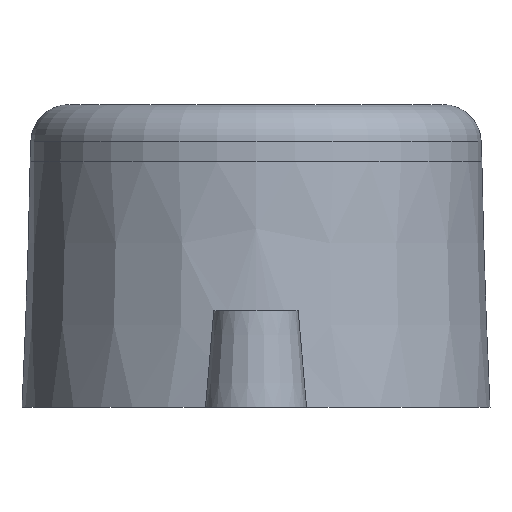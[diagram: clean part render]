
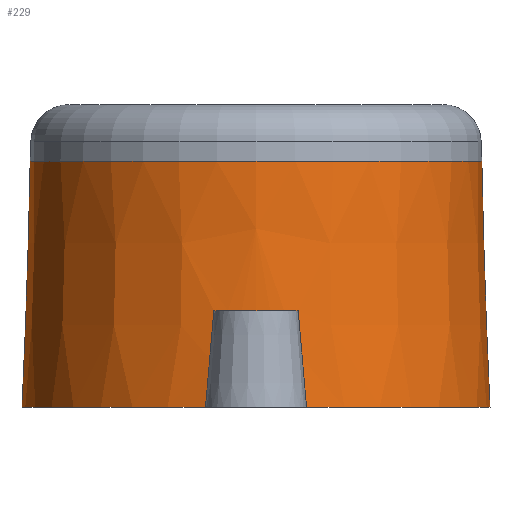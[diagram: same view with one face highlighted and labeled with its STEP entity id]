
A CAD part, left-side view. The second image highlights one B-rep face of the part: STEP entity #229.
In plain terms, the highlighted conical face has half-angle 1.9 degrees and reference radius 5.97 mm.
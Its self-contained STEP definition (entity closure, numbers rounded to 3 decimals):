
#19=CONICAL_SURFACE('',#262,5.97,0.033);
#20=ELLIPSE('',#238,76.1,6.137);
#21=ELLIPSE('',#240,76.1,6.137);
#22=ELLIPSE('',#244,76.1,6.137);
#23=ELLIPSE('',#253,76.1,6.137);
#36=FACE_OUTER_BOUND('',#49,.T.);
#49=EDGE_LOOP('',(#197,#198,#199,#200,#201,#202,#203,#204,#205,#206,#207,
#208));
#63=LINE('',#407,#77);
#77=VECTOR('',#340,5.97);
#78=CIRCLE('',#233,6.186);
#80=CIRCLE('',#235,6.186);
#83=CIRCLE('',#246,6.101);
#85=CIRCLE('',#249,6.101);
#86=CIRCLE('',#250,6.101);
#91=CIRCLE('',#260,5.97);
#92=VERTEX_POINT('',#343);
#93=VERTEX_POINT('',#344);
#96=VERTEX_POINT('',#350);
#97=VERTEX_POINT('',#352);
#101=VERTEX_POINT('',#362);
#102=VERTEX_POINT('',#366);
#105=VERTEX_POINT('',#376);
#106=VERTEX_POINT('',#380);
#108=VERTEX_POINT('',#386);
#112=VERTEX_POINT('',#402);
#113=EDGE_CURVE('',#92,#93,#78,.F.);
#117=EDGE_CURVE('',#96,#97,#80,.F.);
#123=EDGE_CURVE('',#92,#101,#20,.T.);
#124=EDGE_CURVE('',#102,#93,#21,.T.);
#129=EDGE_CURVE('',#105,#97,#22,.T.);
#131=EDGE_CURVE('',#106,#102,#83,.T.);
#134=EDGE_CURVE('',#101,#108,#85,.T.);
#135=EDGE_CURVE('',#108,#105,#86,.T.);
#137=EDGE_CURVE('',#96,#106,#23,.T.);
#143=EDGE_CURVE('',#112,#112,#91,.T.);
#144=EDGE_CURVE('',#108,#112,#63,.T.);
#197=ORIENTED_EDGE('',*,*,#129,.T.);
#198=ORIENTED_EDGE('',*,*,#117,.F.);
#199=ORIENTED_EDGE('',*,*,#137,.T.);
#200=ORIENTED_EDGE('',*,*,#131,.T.);
#201=ORIENTED_EDGE('',*,*,#124,.T.);
#202=ORIENTED_EDGE('',*,*,#113,.F.);
#203=ORIENTED_EDGE('',*,*,#123,.T.);
#204=ORIENTED_EDGE('',*,*,#134,.T.);
#205=ORIENTED_EDGE('',*,*,#144,.T.);
#206=ORIENTED_EDGE('',*,*,#143,.F.);
#207=ORIENTED_EDGE('',*,*,#144,.F.);
#208=ORIENTED_EDGE('',*,*,#135,.T.);
#229=ADVANCED_FACE('',(#36),#19,.T.);
#233=AXIS2_PLACEMENT_3D('',#345,#267,#268);
#235=AXIS2_PLACEMENT_3D('',#353,#273,#274);
#238=AXIS2_PLACEMENT_3D('',#364,#283,#284);
#240=AXIS2_PLACEMENT_3D('',#367,#287,#288);
#244=AXIS2_PLACEMENT_3D('',#377,#298,#299);
#246=AXIS2_PLACEMENT_3D('',#381,#303,#304);
#249=AXIS2_PLACEMENT_3D('',#387,#310,#311);
#250=AXIS2_PLACEMENT_3D('',#388,#312,#313);
#253=AXIS2_PLACEMENT_3D('',#392,#319,#320);
#260=AXIS2_PLACEMENT_3D('',#404,#334,#335);
#262=AXIS2_PLACEMENT_3D('',#406,#338,#339);
#267=DIRECTION('center_axis',(0.,0.,
1.));
#268=DIRECTION('ref_axis',(1.,0.,0.));
#273=DIRECTION('center_axis',(0.,0.,
1.));
#274=DIRECTION('ref_axis',(1.,0.,0.));
#283=DIRECTION('center_axis',(0.,0.996,0.087));
#284=DIRECTION('ref_axis',(0.,-0.087,0.996));
#287=DIRECTION('center_axis',(0.,0.996,0.087));
#288=DIRECTION('ref_axis',(0.,-0.087,0.996));
#298=DIRECTION('center_axis',(0.,-0.996,0.087));
#299=DIRECTION('ref_axis',(0.,0.087,0.996));
#303=DIRECTION('center_axis',(0.,0.,1.));
#304=DIRECTION('ref_axis',(1.,0.,0.));
#310=DIRECTION('center_axis',(0.,0.,1.));
#311=DIRECTION('ref_axis',(1.,0.,0.));
#312=DIRECTION('center_axis',(0.,0.,1.));
#313=DIRECTION('ref_axis',(1.,0.,0.));
#319=DIRECTION('center_axis',(0.,-0.996,0.087));
#320=DIRECTION('ref_axis',(0.,0.087,0.996));
#334=DIRECTION('center_axis',(0.,0.,1.));
#335=DIRECTION('ref_axis',(1.,0.,0.));
#338=DIRECTION('center_axis',(0.,0.,-1.));
#339=DIRECTION('ref_axis',(1.,0.,0.));
#340=DIRECTION('',(0.033,0.,0.999));
#343=CARTESIAN_POINT('',(9.333,30.863,6.5));
#344=CARTESIAN_POINT('',(21.413,30.863,6.5));
#345=CARTESIAN_POINT('Origin',(15.373,29.526,6.5));
#350=CARTESIAN_POINT('',(21.413,28.189,6.5));
#352=CARTESIAN_POINT('',(9.333,28.189,6.5));
#353=CARTESIAN_POINT('Origin',(15.373,29.526,6.5));
#362=CARTESIAN_POINT('',(9.374,30.64,9.052));
#364=CARTESIAN_POINT('Origin',(15.373,32.041,-6.963));
#366=CARTESIAN_POINT('',(21.372,30.64,9.052));
#367=CARTESIAN_POINT('Origin',(15.373,32.041,-6.963));
#376=CARTESIAN_POINT('',(9.374,28.412,9.052));
#377=CARTESIAN_POINT('Origin',(15.373,27.011,-6.963));
#380=CARTESIAN_POINT('',(21.372,28.412,9.052));
#381=CARTESIAN_POINT('Origin',(15.373,29.526,9.052));
#386=CARTESIAN_POINT('',(9.272,29.526,9.052));
#387=CARTESIAN_POINT('Origin',(15.373,29.526,9.052));
#388=CARTESIAN_POINT('Origin',(15.373,29.526,9.052));
#392=CARTESIAN_POINT('Origin',(15.373,27.011,-6.963));
#402=CARTESIAN_POINT('',(9.403,29.526,13.));
#404=CARTESIAN_POINT('Origin',(15.373,29.526,13.));
#406=CARTESIAN_POINT('Origin',(15.373,29.526,13.));
#407=CARTESIAN_POINT('',(9.403,29.526,13.));
